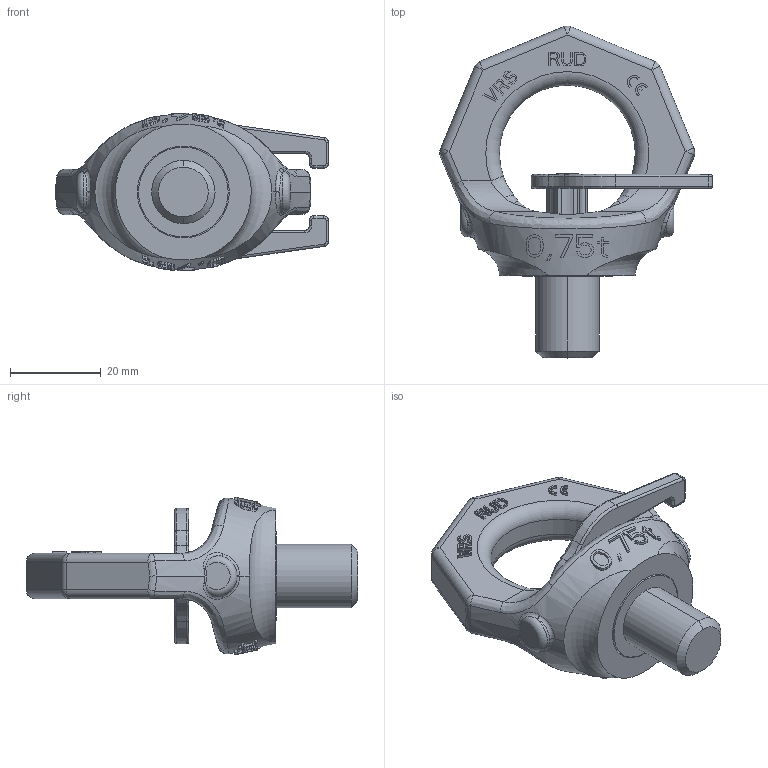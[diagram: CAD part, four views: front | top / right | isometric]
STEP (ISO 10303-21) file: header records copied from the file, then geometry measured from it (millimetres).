
FILE_DESCRIPTION((''),'2;1');
FILE_NAME('001-M35306-P-6_ASM','2018-08-21T',('Andreas.Wendler'),(''),'PRO/ENGINEER BY PARAMETRIC TECHNOLOGY CORPORATION, 2011490','PRO/ENGINEER BY PARAMETRIC TECHNOLOGY CORPORATION, 2011490','');
FILE_SCHEMA(('CONFIG_CONTROL_DESIGN'));
Length unit declared in the file: millimetre
Products named in the file (4): 001-M35306-P-1; 001-M32448-P-1; 001-M33191-P-2; 001-M35306-P-6_ASM
Assembly tree (3 placements, depth 2):
  001-M35306-P-6_ASM
    001-M35306-P-1
    001-M32448-P-1
    001-M33191-P-2
Bounding box: 60.17 x 73.28 x 34.8 mm (x, y, z)
Volume: 28727.3 mm3; surface area: 12092 mm2
Topology: 3 solids, 3 shells, 761 faces, 2053 edges, 1332 vertices
Faces by surface type: plane 581, cylinder 76, bspline 60, torus 32, sphere 10, cone 2
Entity records: 28518 total; most frequent: CARTESIAN_POINT 10462, ORIENTED_EDGE 4106, DIRECTION 3141, EDGE_CURVE 2053, VERTEX_POINT 1332, VECTOR 1261, LINE 1261, AXIS2_PLACEMENT_3D 940
